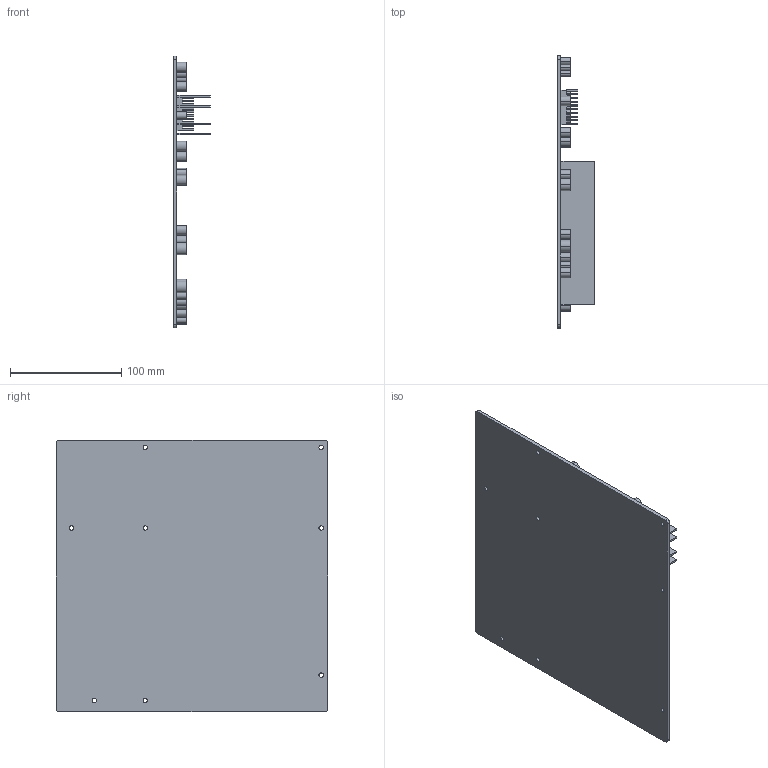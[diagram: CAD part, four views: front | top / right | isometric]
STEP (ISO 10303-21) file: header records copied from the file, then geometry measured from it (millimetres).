
FILE_DESCRIPTION (( 'STEP AP214' ), '1' );
FILE_NAME ('A528CDFE-755F-46B6-AECA-FFE9538B1FC6.STEP', '2024-02-16T17:38:33', ( '' ), ( '' ), 'SwSTEP 2.0', 'SolidWorks 2022', '' );
FILE_SCHEMA (( 'AUTOMOTIVE_DESIGN' ));
Length unit declared in the file: millimetre
Products named in the file (1): A528CDFE-755F-46B6-AECA-FFE9538B1FC6
Bounding box: 33 x 244 x 244 mm (x, y, z)
Volume: 226147.8 mm3; surface area: 168124.6 mm2
Topology: 1 solids, 1 shells, 673 faces, 1631 edges, 1081 vertices
Faces by surface type: plane 565, cylinder 108
Entity records: 26403 total; most frequent: CARTESIAN_POINT 3386, ORIENTED_EDGE 3262, DIRECTION 3195, EDGE_CURVE 1631, LINE 1415, VECTOR 1415, VERTEX_POINT 1081, AXIS2_PLACEMENT_3D 890
